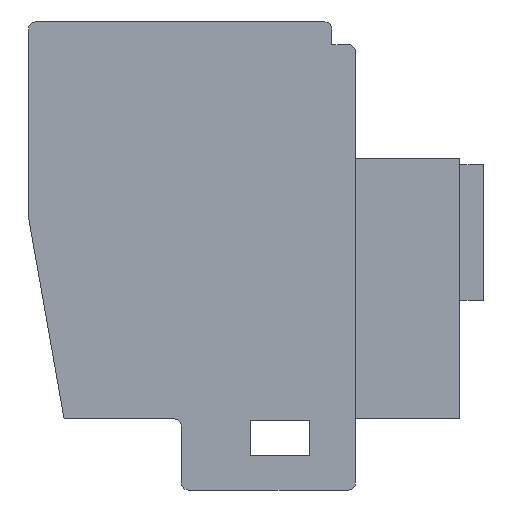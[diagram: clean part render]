
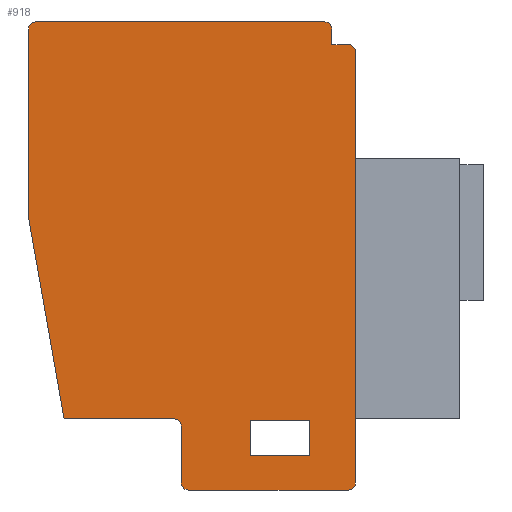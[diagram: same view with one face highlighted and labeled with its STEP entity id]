
A CAD part, left-side view. The second image highlights one B-rep face of the part: STEP entity #918.
In plain terms, the highlighted planar face has unit normal (-1, 0, 0).
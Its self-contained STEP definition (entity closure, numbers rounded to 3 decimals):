
#918=ADVANCED_FACE('',(#2382,#2383),#2384,.T.);
#1794=VERTEX_POINT('',#3262);
#1798=VERTEX_POINT('',#3266);
#1800=EDGE_CURVE('',#1798,#1794,#3268,.T.);
#1810=VERTEX_POINT('',#3278);
#1814=EDGE_CURVE('',#1794,#1810,#3282,.T.);
#1834=VERTEX_POINT('',#3302);
#1838=VERTEX_POINT('',#3306);
#1840=EDGE_CURVE('',#1834,#1838,#3308,.T.);
#1850=VERTEX_POINT('',#3318);
#1854=EDGE_CURVE('',#1850,#1834,#3322,.T.);
#1862=VERTEX_POINT('',#3330);
#1866=EDGE_CURVE('',#1850,#1862,#3334,.T.);
#1878=VERTEX_POINT('',#3346);
#1882=VERTEX_POINT('',#3350);
#1884=EDGE_CURVE('',#1878,#1882,#3352,.T.);
#1900=VERTEX_POINT('',#3368);
#1904=EDGE_CURVE('',#1900,#1862,#3372,.T.);
#1908=VERTEX_POINT('',#3376);
#1912=EDGE_CURVE('',#1810,#1908,#3380,.T.);
#1914=EDGE_CURVE('',#1908,#1798,#3382,.T.);
#1916=EDGE_CURVE('',#1900,#1882,#3384,.T.);
#1922=VERTEX_POINT('',#3390);
#1926=EDGE_CURVE('',#1878,#1922,#3394,.T.);
#1932=VERTEX_POINT('',#3400);
#1936=EDGE_CURVE('',#1932,#1922,#3404,.T.);
#1942=VERTEX_POINT('',#3410);
#1946=EDGE_CURVE('',#1942,#1932,#3414,.T.);
#1952=VERTEX_POINT('',#3420);
#1956=EDGE_CURVE('',#1942,#1952,#3424,.T.);
#1962=VERTEX_POINT('',#3430);
#1966=EDGE_CURVE('',#1962,#1952,#3434,.T.);
#1972=VERTEX_POINT('',#3440);
#1976=EDGE_CURVE('',#1962,#1972,#3444,.T.);
#1982=VERTEX_POINT('',#3450);
#1986=EDGE_CURVE('',#1982,#1972,#3454,.T.);
#1992=VERTEX_POINT('',#3460);
#1996=EDGE_CURVE('',#1992,#1982,#3464,.T.);
#1998=EDGE_CURVE('',#1838,#1992,#3466,.T.);
#2382=FACE_OUTER_BOUND('',#3840,.T.);
#2383=FACE_BOUND('',#3841,.T.);
#2384=PLANE('',#3842);
#3262=CARTESIAN_POINT('',(0.0,14.7,5.9));
#3266=CARTESIAN_POINT('',(0.0,19.7,5.9));
#3268=LINE('',#5211,#5212);
#3278=CARTESIAN_POINT('',(0.0,14.7,2.9));
#3282=LINE('',#5235,#5236);
#3302=CARTESIAN_POINT('',(0.0,25.5,5.4));
#3306=CARTESIAN_POINT('',(0.0,26.1,6.0));
#3308=CIRCLE('',#5276,0.6);
#3318=CARTESIAN_POINT('',(0.0,25.5,0.6));
#3322=LINE('',#5299,#5300);
#3330=CARTESIAN_POINT('',(0.0,24.9,0.0));
#3334=CIRCLE('',#5318,0.6);
#3346=CARTESIAN_POINT('',(0.0,10.8,37.0));
#3350=CARTESIAN_POINT('',(0.0,10.8,0.6));
#3352=LINE('',#5345,#5346);
#3368=CARTESIAN_POINT('',(0.0,11.4,0.0));
#3372=LINE('',#5381,#5382);
#3376=CARTESIAN_POINT('',(0.0,19.7,2.9));
#3380=LINE('',#5394,#5395);
#3382=LINE('',#5398,#5399);
#3384=CIRCLE('',#5402,0.6);
#3390=CARTESIAN_POINT('',(0.0,11.4,37.6));
#3394=CIRCLE('',#5416,0.6);
#3400=CARTESIAN_POINT('',(0.0,12.8,37.6));
#3404=LINE('',#5431,#5432);
#3410=CARTESIAN_POINT('',(0.0,12.8,38.9));
#3414=LINE('',#5447,#5448);
#3420=CARTESIAN_POINT('',(0.0,13.4,39.5));
#3424=CIRCLE('',#5462,0.6);
#3430=CARTESIAN_POINT('',(0.0,37.8,39.5));
#3434=LINE('',#5477,#5478);
#3440=CARTESIAN_POINT('',(0.0,38.4,38.9));
#3444=CIRCLE('',#5492,0.6);
#3450=CARTESIAN_POINT('',(0.0,38.4,23.0));
#3454=LINE('',#5507,#5508);
#3460=CARTESIAN_POINT('',(0.0,35.4,6.0));
#3464=LINE('',#5523,#5524);
#3466=LINE('',#5527,#5528);
#3840=EDGE_LOOP('',(#6614,#6615,#6616,#6617,#6618,#6619,#6620,#6621,#6622,#6623,#6624,#6625,#6626,#6627,#6628));
#3841=EDGE_LOOP('',(#6629,#6630,#6631,#6632));
#3842=AXIS2_PLACEMENT_3D('',#6633,#6634,#6635);
#5211=CARTESIAN_POINT('',(0.0,19.163,5.9));
#5212=VECTOR('',#6976,1.0);
#5235=CARTESIAN_POINT('',(0.0,14.7,11.757));
#5236=VECTOR('',#6981,1.0);
#5276=AXIS2_PLACEMENT_3D('',#6991,#6992,#6993);
#5299=CARTESIAN_POINT('',(0.0,25.5,0.6));
#5300=VECTOR('',#6998,1.0);
#5318=AXIS2_PLACEMENT_3D('',#7004,#7005,#7006);
#5345=CARTESIAN_POINT('',(0.0,10.8,37.0));
#5346=VECTOR('',#7011,1.0);
#5381=CARTESIAN_POINT('',(0.0,11.4,0.0));
#5382=VECTOR('',#7019,1.0);
#5394=CARTESIAN_POINT('',(0.0,21.663,2.9));
#5395=VECTOR('',#7024,1.0);
#5398=CARTESIAN_POINT('',(0.0,19.7,13.257));
#5399=VECTOR('',#7025,1.0);
#5402=AXIS2_PLACEMENT_3D('',#7026,#7027,#7028);
#5416=AXIS2_PLACEMENT_3D('',#7033,#7034,#7035);
#5431=CARTESIAN_POINT('',(0.0,12.8,37.6));
#5432=VECTOR('',#7038,1.0);
#5447=CARTESIAN_POINT('',(0.0,12.8,38.9));
#5448=VECTOR('',#7041,1.0);
#5462=AXIS2_PLACEMENT_3D('',#7046,#7047,#7048);
#5477=CARTESIAN_POINT('',(0.0,37.8,39.5));
#5478=VECTOR('',#7051,1.0);
#5492=AXIS2_PLACEMENT_3D('',#7056,#7057,#7058);
#5507=CARTESIAN_POINT('',(0.0,38.4,23.0));
#5508=VECTOR('',#7061,1.0);
#5523=CARTESIAN_POINT('',(0.0,35.4,6.0));
#5524=VECTOR('',#7064,1.0);
#5527=CARTESIAN_POINT('',(0.0,26.1,6.0));
#5528=VECTOR('',#7065,1.0);
#6614=ORIENTED_EDGE('',*,*,#1904,.F.);
#6615=ORIENTED_EDGE('',*,*,#1916,.T.);
#6616=ORIENTED_EDGE('',*,*,#1884,.F.);
#6617=ORIENTED_EDGE('',*,*,#1926,.T.);
#6618=ORIENTED_EDGE('',*,*,#1936,.F.);
#6619=ORIENTED_EDGE('',*,*,#1946,.F.);
#6620=ORIENTED_EDGE('',*,*,#1956,.T.);
#6621=ORIENTED_EDGE('',*,*,#1966,.F.);
#6622=ORIENTED_EDGE('',*,*,#1976,.T.);
#6623=ORIENTED_EDGE('',*,*,#1986,.F.);
#6624=ORIENTED_EDGE('',*,*,#1996,.F.);
#6625=ORIENTED_EDGE('',*,*,#1998,.F.);
#6626=ORIENTED_EDGE('',*,*,#1840,.F.);
#6627=ORIENTED_EDGE('',*,*,#1854,.F.);
#6628=ORIENTED_EDGE('',*,*,#1866,.T.);
#6629=ORIENTED_EDGE('',*,*,#1912,.T.);
#6630=ORIENTED_EDGE('',*,*,#1914,.T.);
#6631=ORIENTED_EDGE('',*,*,#1800,.T.);
#6632=ORIENTED_EDGE('',*,*,#1814,.T.);
#6633=CARTESIAN_POINT('',(0.0,23.626,20.615));
#6634=DIRECTION('',(-1.0,0.0,0.0));
#6635=DIRECTION('',(0.0,1.0,0.0));
#6976=DIRECTION('',(0.0,-1.0,0.0));
#6981=DIRECTION('',(0.0,0.0,-1.0));
#6991=CARTESIAN_POINT('',(0.0,26.1,5.4));
#6992=DIRECTION('',(-1.0,0.0,0.0));
#6993=DIRECTION('',(0.0,-1.0,0.));
#6998=DIRECTION('',(0.0,0.0,1.0));
#7004=CARTESIAN_POINT('',(0.0,24.9,0.6));
#7005=DIRECTION('',(-1.0,0.0,0.0));
#7006=DIRECTION('',(0.0,1.0,0.));
#7011=DIRECTION('',(0.0,0.0,-1.0));
#7019=DIRECTION('',(0.0,1.0,0.0));
#7024=DIRECTION('',(0.0,1.0,0.0));
#7025=DIRECTION('',(0.0,0.0,1.0));
#7026=CARTESIAN_POINT('',(0.0,11.4,0.6));
#7027=DIRECTION('',(-1.0,0.0,0.0));
#7028=DIRECTION('',(0.0,0.0,-1.0));
#7033=CARTESIAN_POINT('',(0.0,11.4,37.0));
#7034=DIRECTION('',(-1.0,0.0,0.0));
#7035=DIRECTION('',(0.0,-1.0,0.0));
#7038=DIRECTION('',(0.0,-1.0,0.0));
#7041=DIRECTION('',(0.0,0.0,-1.0));
#7046=CARTESIAN_POINT('',(0.0,13.4,38.9));
#7047=DIRECTION('',(-1.0,0.0,0.0));
#7048=DIRECTION('',(0.0,-1.0,0.0));
#7051=DIRECTION('',(0.0,-1.0,0.0));
#7056=CARTESIAN_POINT('',(0.0,37.8,38.9));
#7057=DIRECTION('',(-1.0,0.0,0.0));
#7058=DIRECTION('',(0.0,0.,1.0));
#7061=DIRECTION('',(0.0,0.0,1.0));
#7064=DIRECTION('',(0.0,0.174,0.985));
#7065=DIRECTION('',(0.0,1.0,0.0));
